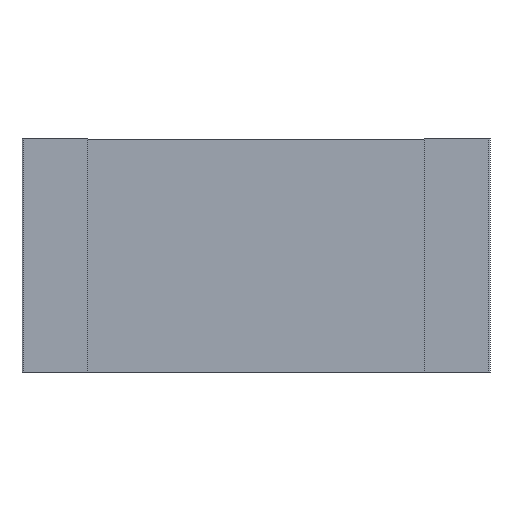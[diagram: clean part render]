
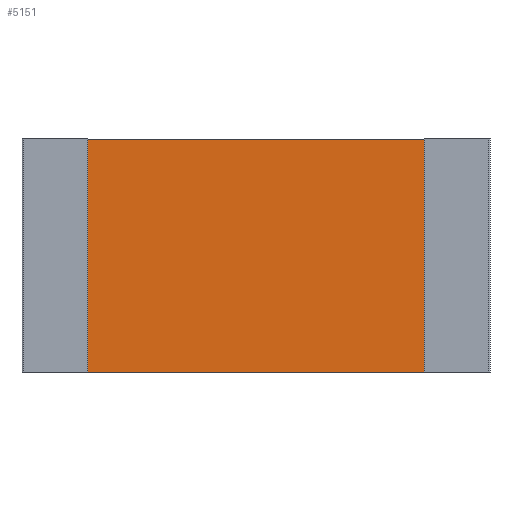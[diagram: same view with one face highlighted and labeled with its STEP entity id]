
A CAD part, front view. The second image highlights one B-rep face of the part: STEP entity #5151.
In plain terms, the highlighted planar face has unit normal (0, -1, 0).
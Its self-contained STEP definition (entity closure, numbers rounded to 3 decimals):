
#11 = EDGE_CURVE ( 'NONE', #3651, #1435, #903, .T. ) ;
#114 = LINE ( 'NONE', #2503, #4196 ) ;
#599 = PLANE ( 'NONE',  #4586 ) ;
#811 = VERTEX_POINT ( 'NONE', #1805 ) ;
#830 = DIRECTION ( 'NONE',  ( 1., 0., 0. ) ) ;
#903 = LINE ( 'NONE', #5209, #1864 ) ;
#1023 = VERTEX_POINT ( 'NONE', #1376 ) ;
#1071 = ORIENTED_EDGE ( 'NONE', *, *, #2518, .T. ) ;
#1360 = ORIENTED_EDGE ( 'NONE', *, *, #5088, .T. ) ;
#1376 = CARTESIAN_POINT ( 'NONE',  ( -1.58, 0., -0.795 ) ) ;
#1435 = VERTEX_POINT ( 'NONE', #1610 ) ;
#1447 = DIRECTION ( 'NONE',  ( 0., 1., 0. ) ) ;
#1515 = EDGE_LOOP ( 'NONE', ( #1071, #1360, #3340, #4360 ) ) ;
#1572 = VECTOR ( 'NONE', #830, 1000. ) ;
#1610 = CARTESIAN_POINT ( 'NONE',  ( 1.58, 0., 0.795 ) ) ;
#1786 = FACE_OUTER_BOUND ( 'NONE', #1515, .T. ) ;
#1805 = CARTESIAN_POINT ( 'NONE',  ( -1.58, 0., 0.795 ) ) ;
#1827 = LINE ( 'NONE', #3614, #1572 ) ;
#1864 = VECTOR ( 'NONE', #2771, 1000. ) ;
#2503 = CARTESIAN_POINT ( 'NONE',  ( -1.58, 0., 0.795 ) ) ;
#2518 = EDGE_CURVE ( 'NONE', #1435, #811, #114, .T. ) ;
#2771 = DIRECTION ( 'NONE',  ( 0., 0., 1. ) ) ;
#2819 = EDGE_CURVE ( 'NONE', #1023, #3651, #1827, .T. ) ;
#2914 = DIRECTION ( 'NONE',  ( -1., 0., 0. ) ) ;
#2994 = LINE ( 'NONE', #3036, #5034 ) ;
#3036 = CARTESIAN_POINT ( 'NONE',  ( -1.58, 0., -0.795 ) ) ;
#3340 = ORIENTED_EDGE ( 'NONE', *, *, #2819, .T. ) ;
#3441 = DIRECTION ( 'NONE',  ( 0., 0., -1. ) ) ;
#3614 = CARTESIAN_POINT ( 'NONE',  ( -1.58, 0., -0.795 ) ) ;
#3651 = VERTEX_POINT ( 'NONE', #4746 ) ;
#3877 = CARTESIAN_POINT ( 'NONE',  ( 0., 0., 0. ) ) ;
#4196 = VECTOR ( 'NONE', #2914, 1000. ) ;
#4300 = DIRECTION ( 'NONE',  ( 0., 0., 1. ) ) ;
#4360 = ORIENTED_EDGE ( 'NONE', *, *, #11, .T. ) ;
#4586 = AXIS2_PLACEMENT_3D ( 'NONE', #3877, #1447, #4300 ) ;
#4746 = CARTESIAN_POINT ( 'NONE',  ( 1.58, 0., -0.795 ) ) ;
#5034 = VECTOR ( 'NONE', #3441, 1000. ) ;
#5088 = EDGE_CURVE ( 'NONE', #811, #1023, #2994, .T. ) ;
#5151 = ADVANCED_FACE ( 'NONE', ( #1786 ), #599, .F. ) ;
#5209 = CARTESIAN_POINT ( 'NONE',  ( 1.58, 0., -0.795 ) ) ;
